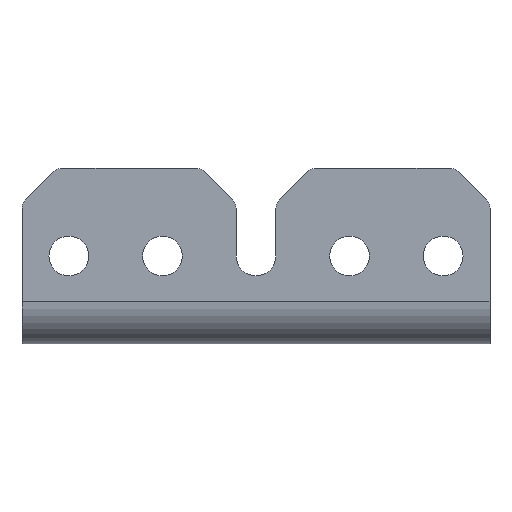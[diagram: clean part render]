
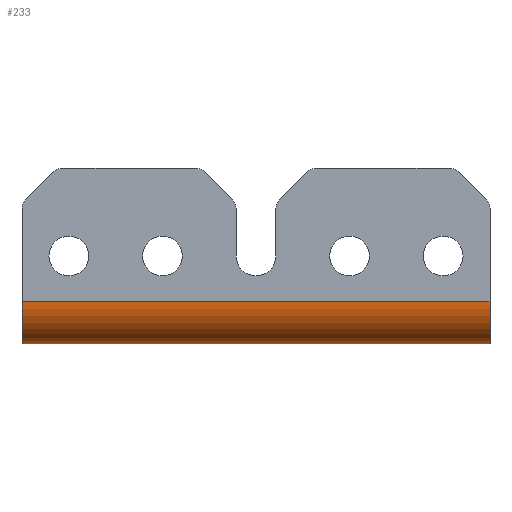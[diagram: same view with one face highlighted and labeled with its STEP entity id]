
A CAD part, front view. The second image highlights one B-rep face of the part: STEP entity #233.
In plain terms, the highlighted cylindrical face has radius 3.587 mm (diameter 7.175 mm), a partial arc.
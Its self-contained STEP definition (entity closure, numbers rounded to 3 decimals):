
#23 = ORIENTED_EDGE ( 'NONE', *, *, #548, .F. ) ;
#35 = EDGE_CURVE ( 'NONE', #757, #351, #676, .T. ) ;
#76 = EDGE_LOOP ( 'NONE', ( #23, #1265, #1243, #876 ) ) ;
#196 = VECTOR ( 'NONE', #1161, 1000. ) ;
#233 = ADVANCED_FACE ( 'NONE', ( #972 ), #885, .T. ) ;
#241 = LINE ( 'NONE', #1021, #196 ) ;
#315 = CARTESIAN_POINT ( 'NONE',  ( 20., -4.913, 1.588 ) ) ;
#336 = CARTESIAN_POINT ( 'NONE',  ( 20., -8.5, 1.587 ) ) ;
#351 = VERTEX_POINT ( 'NONE', #519 ) ;
#436 = DIRECTION ( 'NONE',  ( 1., 0., 0. ) ) ;
#479 = CARTESIAN_POINT ( 'NONE',  ( -20., -8.5, 1.587 ) ) ;
#519 = CARTESIAN_POINT ( 'NONE',  ( -20., -8.5, 1.587 ) ) ;
#548 = EDGE_CURVE ( 'NONE', #1363, #1270, #241, .T. ) ;
#562 = EDGE_CURVE ( 'NONE', #757, #1363, #689, .T. ) ;
#605 = CARTESIAN_POINT ( 'NONE',  ( -20., -4.912, -2. ) ) ;
#668 = DIRECTION ( 'NONE',  ( 0., -1., 0. ) ) ;
#676 = LINE ( 'NONE', #479, #1768 ) ;
#689 = CIRCLE ( 'NONE', #1505, 3.588 ) ;
#757 = VERTEX_POINT ( 'NONE', #336 ) ;
#876 = ORIENTED_EDGE ( 'NONE', *, *, #1771, .F. ) ;
#885 = CYLINDRICAL_SURFACE ( 'NONE', #959, 3.588 ) ;
#959 = AXIS2_PLACEMENT_3D ( 'NONE', #1253, #1393, #668 ) ;
#972 = FACE_OUTER_BOUND ( 'NONE', #76, .T. ) ;
#1021 = CARTESIAN_POINT ( 'NONE',  ( 20., -4.913, -2. ) ) ;
#1042 = CIRCLE ( 'NONE', #1693, 3.588 ) ;
#1043 = CARTESIAN_POINT ( 'NONE',  ( -20., -4.913, 1.587 ) ) ;
#1094 = DIRECTION ( 'NONE',  ( -1., 0., 0. ) ) ;
#1161 = DIRECTION ( 'NONE',  ( -1., 0., 0. ) ) ;
#1182 = DIRECTION ( 'NONE',  ( 0., 0., -1. ) ) ;
#1243 = ORIENTED_EDGE ( 'NONE', *, *, #35, .T. ) ;
#1253 = CARTESIAN_POINT ( 'NONE',  ( 20., -4.913, 1.588 ) ) ;
#1265 = ORIENTED_EDGE ( 'NONE', *, *, #562, .F. ) ;
#1270 = VERTEX_POINT ( 'NONE', #605 ) ;
#1341 = DIRECTION ( 'NONE',  ( -1., 0., 0. ) ) ;
#1363 = VERTEX_POINT ( 'NONE', #1516 ) ;
#1393 = DIRECTION ( 'NONE',  ( 1., 0., 0. ) ) ;
#1505 = AXIS2_PLACEMENT_3D ( 'NONE', #315, #436, #1182 ) ;
#1516 = CARTESIAN_POINT ( 'NONE',  ( 20., -4.913, -2. ) ) ;
#1693 = AXIS2_PLACEMENT_3D ( 'NONE', #1043, #1094, #1799 ) ;
#1768 = VECTOR ( 'NONE', #1341, 1000. ) ;
#1771 = EDGE_CURVE ( 'NONE', #1270, #351, #1042, .T. ) ;
#1799 = DIRECTION ( 'NONE',  ( 0., 0., -1. ) ) ;
